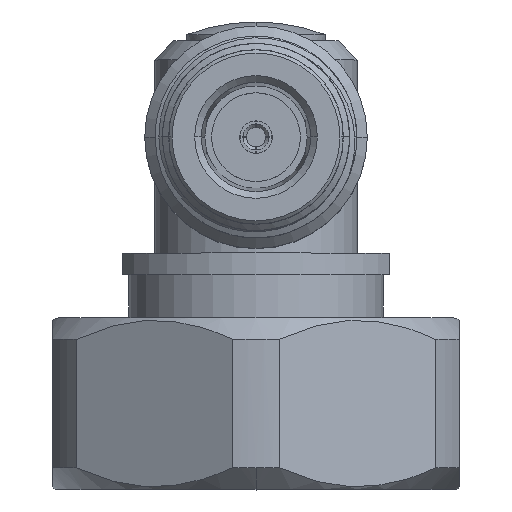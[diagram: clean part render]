
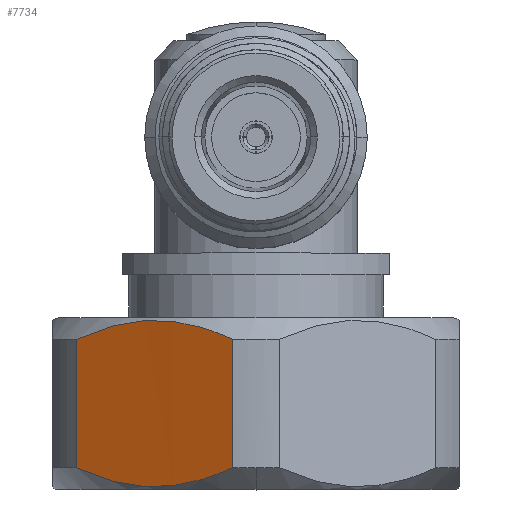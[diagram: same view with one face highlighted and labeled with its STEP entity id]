
A CAD part, top view. The second image highlights one B-rep face of the part: STEP entity #7734.
In plain terms, the highlighted face is planar.
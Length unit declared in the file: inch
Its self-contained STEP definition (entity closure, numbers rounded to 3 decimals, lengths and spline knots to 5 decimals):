
#55 = ORIENTED_EDGE ( 'NONE', *, *, #4292, .F. ) ;
#105 = CARTESIAN_POINT ( 'NONE',  ( 0.00072, 0.50417, -0.3866 ) ) ;
#153 = CARTESIAN_POINT ( 'NONE',  ( 0.0117, 0.61614, -0.19266 ) ) ;
#385 = CARTESIAN_POINT ( 'NONE',  ( 0.50186, 0.6018, -0.21749 ) ) ;
#485 = CARTESIAN_POINT ( 'NONE',  ( 0.49822, 0.61134, -0.20098 ) ) ;
#560 = CARTESIAN_POINT ( 'NONE',  ( 0.49525, 0.47282, -0.44089 ) ) ;
#662 = CARTESIAN_POINT ( 'NONE',  ( 0.45276, 0.40599, -0.55665 ) ) ;
#769 = DIRECTION ( 'NONE',  ( 0., 0.866, -0.5 ) ) ;
#816 = CARTESIAN_POINT ( 'NONE',  ( -0.00394, 0.55716, -0.2948 ) ) ;
#1047 = ORIENTED_EDGE ( 'NONE', *, *, #9056, .T. ) ;
#1261 = CARTESIAN_POINT ( 'NONE',  ( 0.50028, 0.6062, -0.20988 ) ) ;
#1331 = CARTESIAN_POINT ( 'NONE',  ( 0.49364, 0.4693, -0.44698 ) ) ;
#1364 = LINE ( 'NONE', #8326, #5195 ) ;
#1441 = CARTESIAN_POINT ( 'NONE',  ( 0.51147, 0.53347, -0.33583 ) ) ;
#1555 = CARTESIAN_POINT ( 'NONE',  ( 0.01261, 0.47286, -0.44083 ) ) ;
#1646 = CARTESIAN_POINT ( 'NONE',  ( 0.01308, 0.47182, -0.44262 ) ) ;
#1684 = VECTOR ( 'NONE', #5288, 39.37008 ) ;
#1700 = CARTESIAN_POINT ( 'NONE',  ( 0.01072, 0.61386, -0.1966 ) ) ;
#2036 = CARTESIAN_POINT ( 'NONE',  ( 0.49729, 0.61354, -0.19716 ) ) ;
#2107 = CARTESIAN_POINT ( 'NONE',  ( 0.48123, 0.44603, -0.48728 ) ) ;
#2161 = CARTESIAN_POINT ( 'NONE',  ( 0.49848, 0.48013, -0.42823 ) ) ;
#2380 = PLANE ( 'NONE',  #7592 ) ;
#2383 = CARTESIAN_POINT ( 'NONE',  ( 0.01419, 0.46941, -0.44681 ) ) ;
#2438 = EDGE_LOOP ( 'NONE', ( #2775, #6014, #1047, #55 ) ) ;
#2775 = ORIENTED_EDGE ( 'NONE', *, *, #3804, .F. ) ;
#3095 = CARTESIAN_POINT ( 'NONE',  ( 0.00753, 0.60601, -0.2102 ) ) ;
#3194 = CARTESIAN_POINT ( 'NONE',  ( -0.01181, 0.36369, -0.62992 ) ) ;
#3246 = CARTESIAN_POINT ( 'NONE',  ( 0.05512, 0.68507, -0.07327 ) ) ;
#3273 = CARTESIAN_POINT ( 'NONE',  ( 0.05512, 0.68507, -0.07327 ) ) ;
#3294 = CARTESIAN_POINT ( 'NONE',  ( 0.0123, 0.47354, -0.43964 ) ) ;
#3426 = CARTESIAN_POINT ( 'NONE',  ( 0.51181, 0.55145, -0.30469 ) ) ;
#3427 = B_SPLINE_CURVE_WITH_KNOTS ( 'NONE', 3,
 ( #3459, #6618, #9766, #5576, #3916, #2383, #1646, #1555, #3294, #4070, #6964, #105, #4810, #10161, #4024, #816, #4763, #4719, #3095, #7215, #1700, #7057, #6249, #153, #5623, #7885, #3246 ),
 .UNSPECIFIED., .F., .F.,
 ( 4, 1, 1, 1, 1, 1, 2, 2, 1, 2, 2, 1, 1, 1, 1, 1, 2, 2, 4 ),
 ( 0., 0.125, 0.1875, 0.21875, 0.23438, 0.24219, 0.24609, 0.25, 0.375, 0.4375, 0.5, 0.625, 0.6875, 0.71875, 0.73438, 0.74219, 0.74609, 0.75, 1. ),
 .UNSPECIFIED. ) ;
#3459 = CARTESIAN_POINT ( 'NONE',  ( 0.05512, 0.40599, -0.55665 ) ) ;
#3758 = CARTESIAN_POINT ( 'NONE',  ( 0.46215, 0.41759, -0.53656 ) ) ;
#3776 = CARTESIAN_POINT ( 'NONE',  ( -0.01181, 0.68507, -0.07327 ) ) ;
#3804 = EDGE_CURVE ( 'NONE', #9193, #9909, #7691, .T. ) ;
#3916 = CARTESIAN_POINT ( 'NONE',  ( 0.01651, 0.46456, -0.4552 ) ) ;
#4024 = CARTESIAN_POINT ( 'NONE',  ( -0.00393, 0.53965, -0.32515 ) ) ;
#4070 = CARTESIAN_POINT ( 'NONE',  ( 0.01217, 0.47386, -0.4391 ) ) ;
#4292 = EDGE_CURVE ( 'NONE', #9909, #6515, #4620, .T. ) ;
#4488 = CARTESIAN_POINT ( 'NONE',  ( 0.49461, 0.47142, -0.44333 ) ) ;
#4555 = CARTESIAN_POINT ( 'NONE',  ( 0.50626, 0.50359, -0.3876 ) ) ;
#4579 = DIRECTION ( 'NONE',  ( -1., 0., 0. ) ) ;
#4620 = LINE ( 'NONE', #3776, #1684 ) ;
#4719 = CARTESIAN_POINT ( 'NONE',  ( 0.00379, 0.59557, -0.22828 ) ) ;
#4763 = CARTESIAN_POINT ( 'NONE',  ( -0.00197, 0.5748, -0.26426 ) ) ;
#4808 = FACE_OUTER_BOUND ( 'NONE', #2438, .T. ) ;
#4810 = CARTESIAN_POINT ( 'NONE',  ( -0.00227, 0.52193, -0.35583 ) ) ;
#5095 = CARTESIAN_POINT ( 'NONE',  ( 0.49633, 0.61578, -0.19329 ) ) ;
#5195 = VECTOR ( 'NONE', #4579, 39.37008 ) ;
#5288 = DIRECTION ( 'NONE',  ( -1., 0., 0. ) ) ;
#5576 = CARTESIAN_POINT ( 'NONE',  ( 0.02153, 0.45481, -0.4721 ) ) ;
#5623 = CARTESIAN_POINT ( 'NONE',  ( 0.02157, 0.6386, -0.15376 ) ) ;
#5820 = CARTESIAN_POINT ( 'NONE',  ( 0.50809, 0.57984, -0.25553 ) ) ;
#5921 = CARTESIAN_POINT ( 'NONE',  ( 0.50841, 0.57831, -0.25818 ) ) ;
#6014 = ORIENTED_EDGE ( 'NONE', *, *, #7308, .T. ) ;
#6093 = CARTESIAN_POINT ( 'NONE',  ( 0.49555, 0.4735, -0.43972 ) ) ;
#6249 = CARTESIAN_POINT ( 'NONE',  ( 0.01152, 0.61573, -0.19336 ) ) ;
#6328 = CARTESIAN_POINT ( 'NONE',  ( 0.45276, 0.68507, -0.07327 ) ) ;
#6515 = VERTEX_POINT ( 'NONE', #3273 ) ;
#6542 = CARTESIAN_POINT ( 'NONE',  ( 0.45276, 0.68507, -0.07327 ) ) ;
#6618 = CARTESIAN_POINT ( 'NONE',  ( 0.04561, 0.41772, -0.53632 ) ) ;
#6633 = CARTESIAN_POINT ( 'NONE',  ( 0.509, 0.57532, -0.26337 ) ) ;
#6749 = CARTESIAN_POINT ( 'NONE',  ( 0.50906, 0.51547, -0.36701 ) ) ;
#6806 = CARTESIAN_POINT ( 'NONE',  ( 0.05512, 0.40599, -0.55665 ) ) ;
#6900 = CARTESIAN_POINT ( 'NONE',  ( 0.50508, 0.4992, -0.39521 ) ) ;
#6964 = CARTESIAN_POINT ( 'NONE',  ( 0.00669, 0.48625, -0.41763 ) ) ;
#7019 = VERTEX_POINT ( 'NONE', #6806 ) ;
#7057 = CARTESIAN_POINT ( 'NONE',  ( 0.0112, 0.61499, -0.19466 ) ) ;
#7215 = CARTESIAN_POINT ( 'NONE',  ( 0.00962, 0.61124, -0.20114 ) ) ;
#7308 = EDGE_CURVE ( 'NONE', #9193, #7019, #1364, .T. ) ;
#7522 = CARTESIAN_POINT ( 'NONE',  ( 0.51181, 0.53952, -0.32537 ) ) ;
#7550 = CARTESIAN_POINT ( 'NONE',  ( 0.50643, 0.58717, -0.24285 ) ) ;
#7592 = AXIS2_PLACEMENT_3D ( 'NONE', #3194, #769, #7782 ) ;
#7628 = CARTESIAN_POINT ( 'NONE',  ( 0.49128, 0.46437, -0.45552 ) ) ;
#7680 = CARTESIAN_POINT ( 'NONE',  ( 0.507, 0.50652, -0.38253 ) ) ;
#7691 = B_SPLINE_CURVE_WITH_KNOTS ( 'NONE', 3,
 ( #662, #3758, #9180, #2107, #10049, #8399, #7628, #1331, #4488, #560, #6093, #2161, #9281, #8455, #6900, #4555, #7680, #8513, #6749, #9891, #1441, #7522, #3426, #9108, #9828, #8176, #6633, #5921, #5820, #7550, #8332, #385, #1261, #485, #2036, #8274, #5095, #9013, #8963, #6542 ),
 .UNSPECIFIED., .F., .F.,
 ( 4, 2, 2, 1, 1, 2, 2, 2, 1, 2, 2, 2, 2, 2, 1, 2, 2, 2, 1, 1, 2, 2, 4 ),
 ( 0., 0.125, 0.1875, 0.21875, 0.23438, 0.24219, 0.25, 0.3125, 0.34375, 0.35938, 0.375, 0.4375, 0.5, 0.5625, 0.59375, 0.60938, 0.625, 0.6875, 0.71875, 0.73438, 0.74219, 0.75, 1. ),
 .UNSPECIFIED. ) ;
#7734 = ADVANCED_FACE ( 'NONE', ( #4808 ), #2380, .T. ) ;
#7782 = DIRECTION ( 'NONE',  ( -1., 0., 0. ) ) ;
#7885 = CARTESIAN_POINT ( 'NONE',  ( 0.03599, 0.66146, -0.11416 ) ) ;
#8176 = CARTESIAN_POINT ( 'NONE',  ( 0.50983, 0.57083, -0.27113 ) ) ;
#8238 = CARTESIAN_POINT ( 'NONE',  ( 0.45276, 0.40599, -0.55665 ) ) ;
#8274 = CARTESIAN_POINT ( 'NONE',  ( 0.49667, 0.61501, -0.19461 ) ) ;
#8326 = CARTESIAN_POINT ( 'NONE',  ( -0.01181, 0.40599, -0.55665 ) ) ;
#8332 = CARTESIAN_POINT ( 'NONE',  ( 0.50479, 0.59302, -0.23271 ) ) ;
#8399 = CARTESIAN_POINT ( 'NONE',  ( 0.4891, 0.46014, -0.46284 ) ) ;
#8455 = CARTESIAN_POINT ( 'NONE',  ( 0.50372, 0.4948, -0.40282 ) ) ;
#8513 = CARTESIAN_POINT ( 'NONE',  ( 0.50735, 0.50794, -0.38006 ) ) ;
#8963 = CARTESIAN_POINT ( 'NONE',  ( 0.47165, 0.66175, -0.11366 ) ) ;
#9013 = CARTESIAN_POINT ( 'NONE',  ( 0.48607, 0.63913, -0.15284 ) ) ;
#9056 = EDGE_CURVE ( 'NONE', #7019, #6515, #3427, .T. ) ;
#9108 = CARTESIAN_POINT ( 'NONE',  ( 0.51148, 0.55741, -0.29438 ) ) ;
#9180 = CARTESIAN_POINT ( 'NONE',  ( 0.47045, 0.42901, -0.51676 ) ) ;
#9193 = VERTEX_POINT ( 'NONE', #8238 ) ;
#9281 = CARTESIAN_POINT ( 'NONE',  ( 0.50077, 0.48601, -0.41805 ) ) ;
#9766 = CARTESIAN_POINT ( 'NONE',  ( 0.03309, 0.43506, -0.5063 ) ) ;
#9828 = CARTESIAN_POINT ( 'NONE',  ( 0.51046, 0.56636, -0.27888 ) ) ;
#9891 = CARTESIAN_POINT ( 'NONE',  ( 0.51009, 0.52148, -0.35662 ) ) ;
#9909 = VERTEX_POINT ( 'NONE', #6328 ) ;
#10049 = CARTESIAN_POINT ( 'NONE',  ( 0.48454, 0.45168, -0.47749 ) ) ;
#10161 = CARTESIAN_POINT ( 'NONE',  ( -0.0036, 0.53373, -0.33539 ) ) ;
